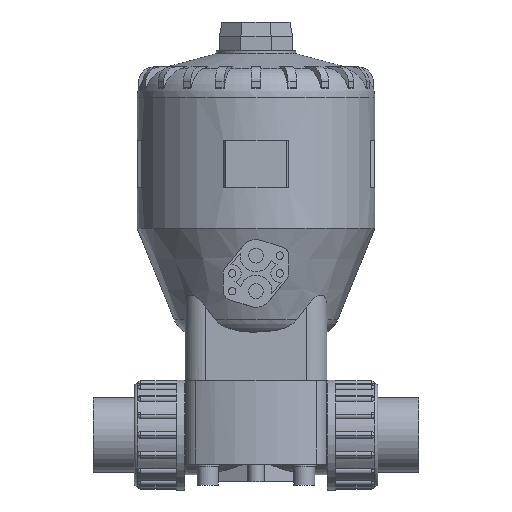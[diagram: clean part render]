
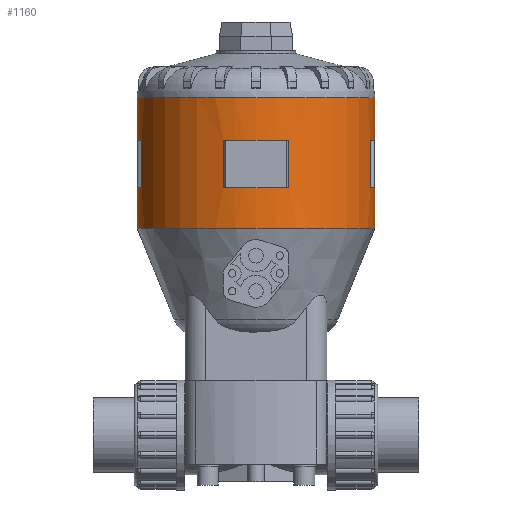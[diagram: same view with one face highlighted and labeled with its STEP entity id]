
A CAD part, front view. The second image highlights one B-rep face of the part: STEP entity #1160.
In plain terms, the highlighted cylindrical face has radius 80 mm (diameter 160 mm), a partial arc.
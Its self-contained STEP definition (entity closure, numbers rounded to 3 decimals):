
#1160=ADVANCED_FACE('',(#2479,#2480),#2481,.T.);
#2479=FACE_OUTER_BOUND('',#3975,.T.);
#2480=FACE_BOUND('',#3976,.T.);
#2481=CYLINDRICAL_SURFACE('',#3977,80.0);
#3975=EDGE_LOOP('',(#7406,#7407,#7408,#7409,#7410,#7411,#7412,#7413,#7414,#7415,#7416,#7417));
#3976=EDGE_LOOP('',(#7418,#7419,#7420,#7421,#7422,#7423));
#3977=AXIS2_PLACEMENT_3D('',#7424,#7425,#7426);
#7406=ORIENTED_EDGE('',*,*,#9444,.T.);
#7407=ORIENTED_EDGE('',*,*,#9722,.T.);
#7408=ORIENTED_EDGE('',*,*,#9726,.T.);
#7409=ORIENTED_EDGE('',*,*,#9715,.T.);
#7410=ORIENTED_EDGE('',*,*,#9451,.T.);
#7411=ORIENTED_EDGE('',*,*,#9856,.F.);
#7412=ORIENTED_EDGE('',*,*,#9449,.T.);
#7413=ORIENTED_EDGE('',*,*,#9761,.T.);
#7414=ORIENTED_EDGE('',*,*,#9773,.T.);
#7415=ORIENTED_EDGE('',*,*,#9776,.T.);
#7416=ORIENTED_EDGE('',*,*,#9445,.T.);
#7417=ORIENTED_EDGE('',*,*,#10247,.T.);
#7418=ORIENTED_EDGE('',*,*,#9747,.T.);
#7419=ORIENTED_EDGE('',*,*,#9735,.T.);
#7420=ORIENTED_EDGE('',*,*,#9739,.T.);
#7421=ORIENTED_EDGE('',*,*,#9753,.T.);
#7422=ORIENTED_EDGE('',*,*,#9756,.T.);
#7423=ORIENTED_EDGE('',*,*,#9743,.T.);
#7424=CARTESIAN_POINT('',(0.0,0.0,183.19));
#7425=DIRECTION('',(0.0,0.0,1.0));
#7426=DIRECTION('',(1.0,0.0,0.0));
#9444=EDGE_CURVE('',#11435,#11560,#11561,.T.);
#9445=EDGE_CURVE('',#11562,#11455,#11563,.T.);
#9449=EDGE_CURVE('',#11570,#11568,#11571,.T.);
#9451=EDGE_CURVE('',#11574,#11572,#11575,.T.);
#9715=EDGE_CURVE('',#11975,#11574,#11976,.T.);
#9722=EDGE_CURVE('',#11560,#11985,#11986,.T.);
#9726=EDGE_CURVE('',#11985,#11975,#11991,.T.);
#9735=EDGE_CURVE('',#12001,#12002,#12003,.T.);
#9739=EDGE_CURVE('',#12002,#12008,#12009,.T.);
#9743=EDGE_CURVE('',#12014,#12015,#12016,.T.);
#9747=EDGE_CURVE('',#12015,#12001,#12021,.T.);
#9753=EDGE_CURVE('',#12008,#12028,#12029,.T.);
#9756=EDGE_CURVE('',#12028,#12014,#12032,.T.);
#9761=EDGE_CURVE('',#11568,#12038,#12039,.T.);
#9773=EDGE_CURVE('',#12038,#12054,#12055,.T.);
#9776=EDGE_CURVE('',#12054,#11562,#12058,.T.);
#9856=EDGE_CURVE('',#11570,#11572,#12190,.T.);
#10247=EDGE_CURVE('',#11455,#11435,#12721,.T.);
#11435=VERTEX_POINT('',#14962);
#11455=VERTEX_POINT('',#15077);
#11560=VERTEX_POINT('',#15367);
#11561=LINE('',#15368,#15369);
#11562=VERTEX_POINT('',#15370);
#11563=LINE('',#15371,#15372);
#11568=VERTEX_POINT('',#15378);
#11570=VERTEX_POINT('',#15380);
#11571=LINE('',#15381,#15382);
#11572=VERTEX_POINT('',#15383);
#11574=VERTEX_POINT('',#15385);
#11575=LINE('',#15386,#15387);
#11975=VERTEX_POINT('',#16598);
#11976=CIRCLE('',#16599,80.0);
#11985=VERTEX_POINT('',#16612);
#11986=CIRCLE('',#16613,80.0);
#11991=LINE('',#16620,#16621);
#12001=VERTEX_POINT('',#16635);
#12002=VERTEX_POINT('',#16636);
#12003=CIRCLE('',#16637,80.0);
#12008=VERTEX_POINT('',#16644);
#12009=CIRCLE('',#16645,80.0);
#12014=VERTEX_POINT('',#16652);
#12015=VERTEX_POINT('',#16653);
#12016=CIRCLE('',#16654,80.0);
#12021=LINE('',#16661,#16662);
#12028=VERTEX_POINT('',#16672);
#12029=LINE('',#16673,#16674);
#12032=CIRCLE('',#16678,80.0);
#12038=VERTEX_POINT('',#16686);
#12039=CIRCLE('',#16687,80.0);
#12054=VERTEX_POINT('',#16709);
#12055=LINE('',#16710,#16711);
#12058=CIRCLE('',#16715,80.0);
#12190=CIRCLE('',#17413,80.0);
#12721=CIRCLE('',#18511,80.0);
#14962=CARTESIAN_POINT('',(80.0,0.0,139.323));
#15077=CARTESIAN_POINT('',(-80.0,0.,139.323));
#15367=CARTESIAN_POINT('',(80.0,0.,166.275));
#15368=CARTESIAN_POINT('',(80.0,0.,183.19));
#15369=VECTOR('',#20102,1.0);
#15370=CARTESIAN_POINT('',(-80.0,0.,166.275));
#15371=CARTESIAN_POINT('',(-80.0,0.,183.19));
#15372=VECTOR('',#20103,1.0);
#15378=CARTESIAN_POINT('',(-80.0,0.,198.275));
#15380=CARTESIAN_POINT('',(-80.0,0.,227.057));
#15381=CARTESIAN_POINT('',(-80.0,0.,183.19));
#15382=VECTOR('',#20111,1.0);
#15383=CARTESIAN_POINT('',(80.0,0.0,227.057));
#15385=CARTESIAN_POINT('',(80.0,0.,198.275));
#15386=CARTESIAN_POINT('',(80.0,0.,183.19));
#15387=VECTOR('',#20115,1.0);
#16598=CARTESIAN_POINT('',(76.887,-22.101,198.275));
#16599=AXIS2_PLACEMENT_3D('',#20396,#20397,#20398);
#16612=CARTESIAN_POINT('',(76.887,-22.101,166.275));
#16613=AXIS2_PLACEMENT_3D('',#20403,#20404,#20405);
#16620=CARTESIAN_POINT('',(76.887,-22.101,182.275));
#16621=VECTOR('',#20408,1.0);
#16635=CARTESIAN_POINT('',(-22.101,-76.887,198.275));
#16636=CARTESIAN_POINT('',(0.,-80.0,198.275));
#16637=AXIS2_PLACEMENT_3D('',#20413,#20414,#20415);
#16644=CARTESIAN_POINT('',(22.101,-76.887,198.275));
#16645=AXIS2_PLACEMENT_3D('',#20418,#20419,#20420);
#16652=CARTESIAN_POINT('',(0.,-80.0,166.275));
#16653=CARTESIAN_POINT('',(-22.101,-76.887,166.275));
#16654=AXIS2_PLACEMENT_3D('',#20423,#20424,#20425);
#16661=CARTESIAN_POINT('',(-22.101,-76.887,182.275));
#16662=VECTOR('',#20428,1.0);
#16672=CARTESIAN_POINT('',(22.101,-76.887,166.275));
#16673=CARTESIAN_POINT('',(22.101,-76.887,182.275));
#16674=VECTOR('',#20432,1.0);
#16678=AXIS2_PLACEMENT_3D('',#20434,#20435,#20436);
#16686=CARTESIAN_POINT('',(-76.887,-22.101,198.275));
#16687=AXIS2_PLACEMENT_3D('',#20439,#20440,#20441);
#16709=CARTESIAN_POINT('',(-76.887,-22.101,166.275));
#16710=CARTESIAN_POINT('',(-76.887,-22.101,182.275));
#16711=VECTOR('',#20449,1.0);
#16715=AXIS2_PLACEMENT_3D('',#20451,#20452,#20453);
#17413=AXIS2_PLACEMENT_3D('',#20516,#20517,#20518);
#18511=AXIS2_PLACEMENT_3D('',#20935,#20936,#20937);
#20102=DIRECTION('',(0.0,0.0,1.0));
#20103=DIRECTION('',(-0.0,-0.0,-1.0));
#20111=DIRECTION('',(-0.0,-0.0,-1.0));
#20115=DIRECTION('',(0.0,0.0,1.0));
#20396=CARTESIAN_POINT('',(0.0,0.0,198.275));
#20397=DIRECTION('',(0.0,-0.0,1.0));
#20398=DIRECTION('',(1.0,0.0,0.0));
#20403=CARTESIAN_POINT('',(0.0,0.0,166.275));
#20404=DIRECTION('',(0.0,0.0,-1.0));
#20405=DIRECTION('',(1.0,0.0,0.0));
#20408=DIRECTION('',(0.0,0.0,1.0));
#20413=CARTESIAN_POINT('',(0.0,0.0,198.275));
#20414=DIRECTION('',(0.0,-0.0,1.0));
#20415=DIRECTION('',(1.0,0.0,0.0));
#20418=CARTESIAN_POINT('',(0.0,0.0,198.275));
#20419=DIRECTION('',(0.0,-0.0,1.0));
#20420=DIRECTION('',(1.0,0.0,0.0));
#20423=CARTESIAN_POINT('',(0.0,0.0,166.275));
#20424=DIRECTION('',(0.0,0.0,-1.0));
#20425=DIRECTION('',(1.0,0.0,0.0));
#20428=DIRECTION('',(0.0,0.0,1.0));
#20432=DIRECTION('',(-0.0,-0.0,-1.0));
#20434=CARTESIAN_POINT('',(0.0,0.0,166.275));
#20435=DIRECTION('',(0.0,0.0,-1.0));
#20436=DIRECTION('',(1.0,0.0,0.0));
#20439=CARTESIAN_POINT('',(0.0,0.0,198.275));
#20440=DIRECTION('',(0.0,-0.0,1.0));
#20441=DIRECTION('',(1.0,0.0,0.0));
#20449=DIRECTION('',(-0.0,-0.0,-1.0));
#20451=CARTESIAN_POINT('',(0.0,0.0,166.275));
#20452=DIRECTION('',(0.0,0.0,-1.0));
#20453=DIRECTION('',(1.0,0.0,0.0));
#20516=CARTESIAN_POINT('',(0.0,0.0,227.057));
#20517=DIRECTION('',(0.0,0.0,1.0));
#20518=DIRECTION('',(1.0,0.0,0.0));
#20935=CARTESIAN_POINT('',(0.0,0.0,139.323));
#20936=DIRECTION('',(0.0,0.0,1.0));
#20937=DIRECTION('',(1.0,0.0,0.0));
